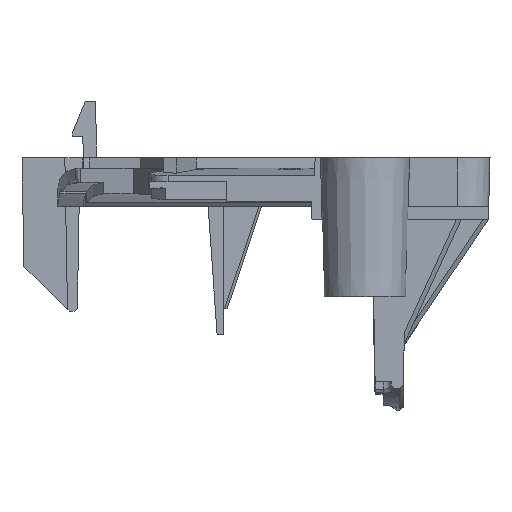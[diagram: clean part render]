
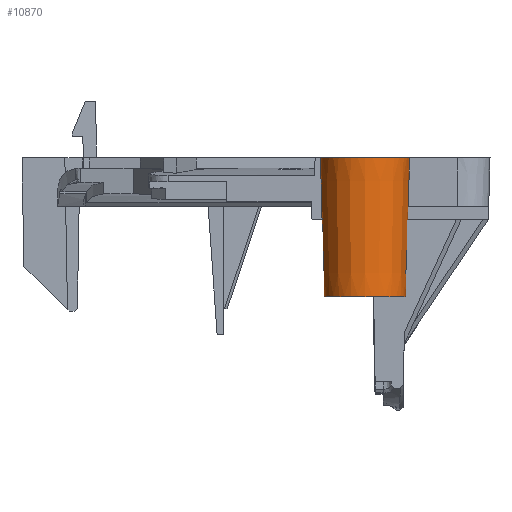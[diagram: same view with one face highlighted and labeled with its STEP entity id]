
A CAD part, left-side view. The second image highlights one B-rep face of the part: STEP entity #10870.
In plain terms, the highlighted conical face has half-angle 1.5 degrees and reference radius 3.202 mm.
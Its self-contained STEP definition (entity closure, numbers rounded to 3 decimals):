
#464=CONICAL_SURFACE('',#11587,3.202,0.026);
#513=CIRCLE('',#11008,3.486);
#514=CIRCLE('',#11009,3.486);
#551=CIRCLE('',#11167,3.387);
#554=CIRCLE('',#11185,3.36);
#603=CIRCLE('',#11490,3.202);
#1135=FACE_OUTER_BOUND('',#1726,.T.);
#1726=EDGE_LOOP('',(#9764,#9765,#9766,#9767,#9768,#9769,#9770,#9771,#9772,
#9773));
#1869=(
BOUNDED_CURVE()
B_SPLINE_CURVE(2,(#23635,#23636,#23637),.UNSPECIFIED.,.F.,.F.)
B_SPLINE_CURVE_WITH_KNOTS((3,3),(2.584,2.672),
 .UNSPECIFIED.)
CURVE()
GEOMETRIC_REPRESENTATION_ITEM()
RATIONAL_B_SPLINE_CURVE((1.,1.,1.))
REPRESENTATION_ITEM('')
);
#1879=(
BOUNDED_CURVE()
B_SPLINE_CURVE(2,(#23952,#23953,#23954),.UNSPECIFIED.,.F.,.F.)
B_SPLINE_CURVE_WITH_KNOTS((3,3),(4.366,4.83),
 .UNSPECIFIED.)
CURVE()
GEOMETRIC_REPRESENTATION_ITEM()
RATIONAL_B_SPLINE_CURVE((1.,1.,1.))
REPRESENTATION_ITEM('')
);
#2952=LINE('',#23949,#4040);
#2953=LINE('',#23951,#4041);
#4040=VECTOR('',#14031,10.);
#4041=VECTOR('',#14034,3.327);
#4323=VERTEX_POINT('',#14773);
#4324=VERTEX_POINT('',#14775);
#4325=VERTEX_POINT('',#14777);
#4715=VERTEX_POINT('',#18444);
#4716=VERTEX_POINT('',#18445);
#4766=VERTEX_POINT('',#18575);
#4767=VERTEX_POINT('',#18577);
#5105=VERTEX_POINT('',#23632);
#5419=EDGE_CURVE('',#4323,#4324,#513,.F.);
#5420=EDGE_CURVE('',#4324,#4325,#514,.F.);
#5925=EDGE_CURVE('',#4715,#4716,#551,.F.);
#5998=EDGE_CURVE('',#4767,#4766,#554,.F.);
#6606=EDGE_CURVE('',#5105,#5105,#603,.T.);
#6607=EDGE_CURVE('',#4766,#4716,#1869,.F.);
#6700=EDGE_CURVE('',#4325,#4715,#2952,.T.);
#6701=EDGE_CURVE('',#4324,#5105,#2953,.T.);
#6702=EDGE_CURVE('',#4323,#4767,#1879,.F.);
#9764=ORIENTED_EDGE('',*,*,#5925,.F.);
#9765=ORIENTED_EDGE('',*,*,#6700,.F.);
#9766=ORIENTED_EDGE('',*,*,#5420,.F.);
#9767=ORIENTED_EDGE('',*,*,#6701,.T.);
#9768=ORIENTED_EDGE('',*,*,#6606,.F.);
#9769=ORIENTED_EDGE('',*,*,#6701,.F.);
#9770=ORIENTED_EDGE('',*,*,#5419,.F.);
#9771=ORIENTED_EDGE('',*,*,#6702,.T.);
#9772=ORIENTED_EDGE('',*,*,#5998,.T.);
#9773=ORIENTED_EDGE('',*,*,#6607,.T.);
#10870=ADVANCED_FACE('',(#1135),#464,.T.);
#11008=AXIS2_PLACEMENT_3D('',#14776,#12043,#12044);
#11009=AXIS2_PLACEMENT_3D('',#14778,#12045,#12046);
#11167=AXIS2_PLACEMENT_3D('',#18446,#12697,#12698);
#11185=AXIS2_PLACEMENT_3D('',#18578,#12796,#12797);
#11490=AXIS2_PLACEMENT_3D('',#23633,#13776,#13777);
#11587=AXIS2_PLACEMENT_3D('',#23950,#14032,#14033);
#12043=DIRECTION('center_axis',(0.,0.,-1.));
#12044=DIRECTION('ref_axis',(1.,0.,0.));
#12045=DIRECTION('center_axis',(0.,0.,-1.));
#12046=DIRECTION('ref_axis',(1.,0.,0.));
#12697=DIRECTION('center_axis',(0.,0.,-1.));
#12698=DIRECTION('ref_axis',(1.,0.,0.));
#12796=DIRECTION('center_axis',(0.,0.,1.));
#12797=DIRECTION('ref_axis',(1.,0.,0.));
#13776=DIRECTION('center_axis',(0.,0.,-1.));
#13777=DIRECTION('ref_axis',(1.,0.,0.));
#14031=DIRECTION('',(0.,0.026,-1.));
#14032=DIRECTION('center_axis',(0.,0.,1.));
#14033=DIRECTION('ref_axis',(1.,0.,0.));
#14034=DIRECTION('',(0.026,0.,-1.));
#14773=CARTESIAN_POINT('',(-59.406,9.736,-0.82));
#14775=CARTESIAN_POINT('',(-62.946,6.25,-0.82));
#14776=CARTESIAN_POINT('Origin',(-59.46,6.25,-0.82));
#14777=CARTESIAN_POINT('',(-59.46,2.764,-0.82));
#14778=CARTESIAN_POINT('Origin',(-59.46,6.25,-0.82));
#18444=CARTESIAN_POINT('',(-59.46,2.863,-4.62));
#18445=CARTESIAN_POINT('',(-56.114,6.774,-4.62));
#18446=CARTESIAN_POINT('Origin',(-59.46,6.25,-4.62));
#18575=CARTESIAN_POINT('',(-56.145,6.8,-5.62));
#18577=CARTESIAN_POINT('',(-59.407,9.61,-5.62));
#18578=CARTESIAN_POINT('Origin',(-59.46,6.25,-5.62));
#23632=CARTESIAN_POINT('',(-62.662,6.25,-11.67));
#23633=CARTESIAN_POINT('Origin',(-59.46,6.25,-11.67));
#23635=CARTESIAN_POINT('Ctrl Pts',(-56.114,6.774,-4.62));
#23636=CARTESIAN_POINT('Ctrl Pts',(-56.13,6.787,-5.122));
#23637=CARTESIAN_POINT('Ctrl Pts',(-56.145,6.8,-5.62));
#23949=CARTESIAN_POINT('',(-59.46,3.048,-11.667));
#23950=CARTESIAN_POINT('Origin',(-59.46,6.25,-11.667));
#23951=CARTESIAN_POINT('',(-62.662,6.25,-11.667));
#23952=CARTESIAN_POINT('Ctrl Pts',(-59.407,9.61,-5.62));
#23953=CARTESIAN_POINT('Ctrl Pts',(-59.406,9.672,-3.242));
#23954=CARTESIAN_POINT('Ctrl Pts',(-59.406,9.736,-0.82));
